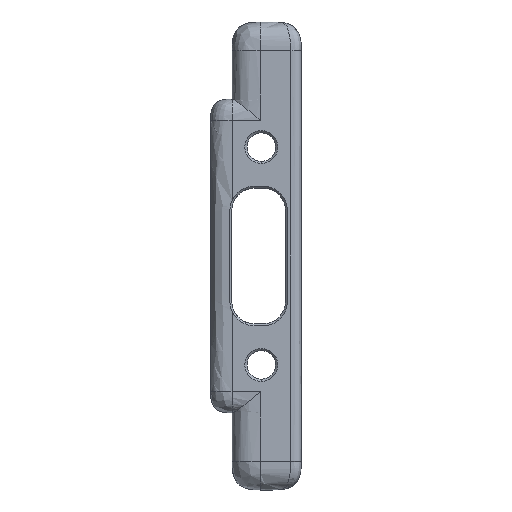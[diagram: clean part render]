
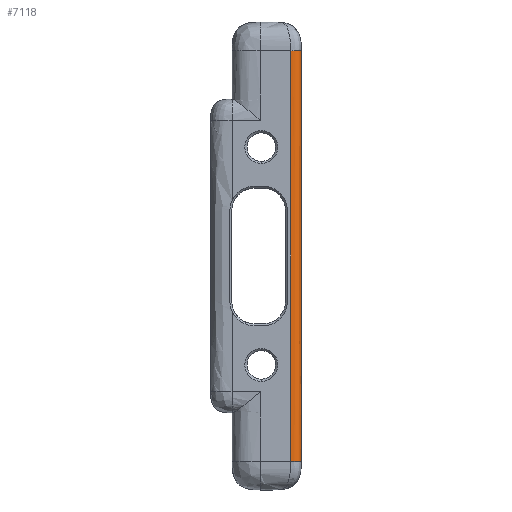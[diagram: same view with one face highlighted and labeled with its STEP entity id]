
A CAD part, left-side view. The second image highlights one B-rep face of the part: STEP entity #7118.
In plain terms, the highlighted free-form (B-spline) face has degree [5, 3] with [8, 4] control points.
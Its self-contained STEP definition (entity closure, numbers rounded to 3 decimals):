
#956 = VERTEX_POINT ( 'NONE', #9137 ) ;
#992 = B_SPLINE_CURVE_WITH_KNOTS ( 'NONE', 5,
 ( #6767, #1082, #18652, #8505, #14359, #15728, #10059, #4018 ),
 .UNSPECIFIED., .F., .F.,
 ( 6, 2, 6 ),
 ( 0., 0.5, 1. ),
 .UNSPECIFIED. ) ;
#1082 = CARTESIAN_POINT ( 'NONE',  ( -28.9, 0.624, -14.4 ) ) ;
#1169 = CARTESIAN_POINT ( 'NONE',  ( -28.9, 0.75, 4.8 ) ) ;
#1230 = ORIENTED_EDGE ( 'NONE', *, *, #3454, .T. ) ;
#1244 = CARTESIAN_POINT ( 'NONE',  ( -28.276, 0., 14.4 ) ) ;
#1344 = CARTESIAN_POINT ( 'NONE',  ( -28.276, 0., 4.8 ) ) ;
#2364 = ORIENTED_EDGE ( 'NONE', *, *, #2439, .F. ) ;
#2434 = CARTESIAN_POINT ( 'NONE',  ( -28.9, 0.498, 14.4 ) ) ;
#2439 = EDGE_CURVE ( 'NONE', #14304, #15110, #8881, .T. ) ;
#2524 = CARTESIAN_POINT ( 'NONE',  ( -28.846, 0.22, -4.8 ) ) ;
#2730 = CARTESIAN_POINT ( 'NONE',  ( -28.15, 0., -14.4 ) ) ;
#2813 = CARTESIAN_POINT ( 'NONE',  ( -28.276, 0., -4.8 ) ) ;
#3221 = EDGE_LOOP ( 'NONE', ( #1230, #12750, #9613, #2364 ) ) ;
#3454 = EDGE_CURVE ( 'NONE', #14304, #956, #992, .T. ) ;
#3914 = CARTESIAN_POINT ( 'NONE',  ( -28.402, 0., 14.4 ) ) ;
#4018 = CARTESIAN_POINT ( 'NONE',  ( -28.15, 0., -14.4 ) ) ;
#4088 = CARTESIAN_POINT ( 'NONE',  ( -28.402, 0., 4.8 ) ) ;
#4185 = CARTESIAN_POINT ( 'NONE',  ( -28.15, 0., 14.4 ) ) ;
#5182 = CARTESIAN_POINT ( 'NONE',  ( -28.9, 0.75, -4.8 ) ) ;
#5562 = CARTESIAN_POINT ( 'NONE',  ( -28.15, 0., -4.8 ) ) ;
#5655 = CARTESIAN_POINT ( 'NONE',  ( -28.9, 0.624, 4.8 ) ) ;
#5670 = CARTESIAN_POINT ( 'NONE',  ( -28.68, 0.054, 14.4 ) ) ;
#5686 = B_SPLINE_CURVE_WITH_KNOTS ( 'NONE', 3,
 ( #10138, #18925, #16091, #2730 ),
 .UNSPECIFIED., .F., .F.,
 ( 4, 4 ),
 ( 0., 1. ),
 .UNSPECIFIED. ) ;
#5841 = CARTESIAN_POINT ( 'NONE',  ( -28.846, 0.22, -14.4 ) ) ;
#6546 = CARTESIAN_POINT ( 'NONE',  ( -28.9, 0.75, -14.4 ) ) ;
#6767 = CARTESIAN_POINT ( 'NONE',  ( -28.9, 0.75, -14.4 ) ) ;
#7051 = VERTEX_POINT ( 'NONE', #8386 ) ;
#7118 = ADVANCED_FACE ( 'NONE', ( #9845 ), #9277, .T. ) ;
#7206 = CARTESIAN_POINT ( 'NONE',  ( -28.402, 0., -4.8 ) ) ;
#7300 = CARTESIAN_POINT ( 'NONE',  ( -28.846, 0.22, 14.4 ) ) ;
#7398 = CARTESIAN_POINT ( 'NONE',  ( -28.9, 0.624, 14.4 ) ) ;
#8386 = CARTESIAN_POINT ( 'NONE',  ( -28.15, 0., 14.4 ) ) ;
#8505 = CARTESIAN_POINT ( 'NONE',  ( -28.846, 0.22, -14.4 ) ) ;
#8664 = CARTESIAN_POINT ( 'NONE',  ( -28.15, 0., -14.4 ) ) ;
#8881 = B_SPLINE_CURVE_WITH_KNOTS ( 'NONE', 3,
 ( #11412, #18932, #1169, #17465 ),
 .UNSPECIFIED., .F., .F.,
 ( 4, 4 ),
 ( 0., 1. ),
 .UNSPECIFIED. ) ;
#9137 = CARTESIAN_POINT ( 'NONE',  ( -28.15, 0., -14.4 ) ) ;
#9254 = B_SPLINE_CURVE_WITH_KNOTS ( 'NONE', 5,
 ( #14443, #19018, #3914, #5670, #9859, #2434, #12873, #14165 ),
 .UNSPECIFIED., .F., .F.,
 ( 6, 2, 6 ),
 ( 0., 0.5, 1. ),
 .UNSPECIFIED. ) ;
#9277 = B_SPLINE_SURFACE_WITH_KNOTS ( 'NONE', 5, 3, ( 
 ( #6546, #5182, #12485, #18443 ),
 ( #10035, #11491, #5655, #7398 ),
 ( #19189, #11679, #15891, #11393 ),
 ( #5841, #2524, #14720, #7300 ),
 ( #11777, #16174, #17443, #11584 ),
 ( #17540, #7206, #4088, #15986 ),
 ( #14811, #2813, #1344, #1244 ),
 ( #8664, #5562, #13240, #4185 ) ),
 .UNSPECIFIED., .F., .F., .F.,
 ( 6, 2, 6 ),
 ( 4, 4 ),
 ( 0., 0.5, 1. ),
 ( -0.025, 0.003 ),
 .UNSPECIFIED. ) ;
#9613 = ORIENTED_EDGE ( 'NONE', *, *, #13076, .T. ) ;
#9845 = FACE_OUTER_BOUND ( 'NONE', #3221, .T. ) ;
#9859 = CARTESIAN_POINT ( 'NONE',  ( -28.846, 0.22, 14.4 ) ) ;
#10035 = CARTESIAN_POINT ( 'NONE',  ( -28.9, 0.624, -14.4 ) ) ;
#10059 = CARTESIAN_POINT ( 'NONE',  ( -28.276, 0., -14.4 ) ) ;
#10138 = CARTESIAN_POINT ( 'NONE',  ( -28.15, 0., 14.4 ) ) ;
#11385 = CARTESIAN_POINT ( 'NONE',  ( -28.9, 0.75, 14.4 ) ) ;
#11393 = CARTESIAN_POINT ( 'NONE',  ( -28.9, 0.498, 14.4 ) ) ;
#11412 = CARTESIAN_POINT ( 'NONE',  ( -28.9, 0.75, -14.4 ) ) ;
#11491 = CARTESIAN_POINT ( 'NONE',  ( -28.9, 0.624, -4.8 ) ) ;
#11584 = CARTESIAN_POINT ( 'NONE',  ( -28.68, 0.054, 14.4 ) ) ;
#11679 = CARTESIAN_POINT ( 'NONE',  ( -28.9, 0.498, -4.8 ) ) ;
#11777 = CARTESIAN_POINT ( 'NONE',  ( -28.68, 0.054, -14.4 ) ) ;
#12485 = CARTESIAN_POINT ( 'NONE',  ( -28.9, 0.75, 4.8 ) ) ;
#12750 = ORIENTED_EDGE ( 'NONE', *, *, #19228, .F. ) ;
#12873 = CARTESIAN_POINT ( 'NONE',  ( -28.9, 0.624, 14.4 ) ) ;
#13076 = EDGE_CURVE ( 'NONE', #7051, #15110, #9254, .T. ) ;
#13240 = CARTESIAN_POINT ( 'NONE',  ( -28.15, 0., 4.8 ) ) ;
#13510 = CARTESIAN_POINT ( 'NONE',  ( -28.9, 0.75, -14.4 ) ) ;
#14165 = CARTESIAN_POINT ( 'NONE',  ( -28.9, 0.75, 14.4 ) ) ;
#14304 = VERTEX_POINT ( 'NONE', #13510 ) ;
#14359 = CARTESIAN_POINT ( 'NONE',  ( -28.68, 0.054, -14.4 ) ) ;
#14443 = CARTESIAN_POINT ( 'NONE',  ( -28.15, 0., 14.4 ) ) ;
#14720 = CARTESIAN_POINT ( 'NONE',  ( -28.846, 0.22, 4.8 ) ) ;
#14811 = CARTESIAN_POINT ( 'NONE',  ( -28.276, 0., -14.4 ) ) ;
#15110 = VERTEX_POINT ( 'NONE', #11385 ) ;
#15728 = CARTESIAN_POINT ( 'NONE',  ( -28.402, 0., -14.4 ) ) ;
#15891 = CARTESIAN_POINT ( 'NONE',  ( -28.9, 0.498, 4.8 ) ) ;
#15986 = CARTESIAN_POINT ( 'NONE',  ( -28.402, 0., 14.4 ) ) ;
#16091 = CARTESIAN_POINT ( 'NONE',  ( -28.15, 0., -4.8 ) ) ;
#16174 = CARTESIAN_POINT ( 'NONE',  ( -28.68, 0.054, -4.8 ) ) ;
#17443 = CARTESIAN_POINT ( 'NONE',  ( -28.68, 0.054, 4.8 ) ) ;
#17465 = CARTESIAN_POINT ( 'NONE',  ( -28.9, 0.75, 14.4 ) ) ;
#17540 = CARTESIAN_POINT ( 'NONE',  ( -28.402, 0., -14.4 ) ) ;
#18443 = CARTESIAN_POINT ( 'NONE',  ( -28.9, 0.75, 14.4 ) ) ;
#18652 = CARTESIAN_POINT ( 'NONE',  ( -28.9, 0.498, -14.4 ) ) ;
#18925 = CARTESIAN_POINT ( 'NONE',  ( -28.15, 0., 4.8 ) ) ;
#18932 = CARTESIAN_POINT ( 'NONE',  ( -28.9, 0.75, -4.8 ) ) ;
#19018 = CARTESIAN_POINT ( 'NONE',  ( -28.276, 0., 14.4 ) ) ;
#19189 = CARTESIAN_POINT ( 'NONE',  ( -28.9, 0.498, -14.4 ) ) ;
#19228 = EDGE_CURVE ( 'NONE', #7051, #956, #5686, .T. ) ;
